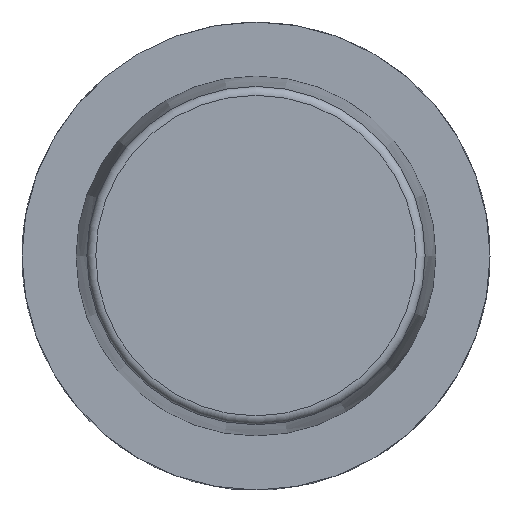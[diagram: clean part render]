
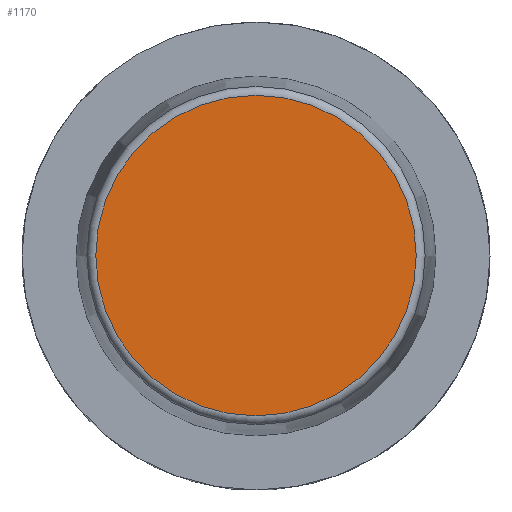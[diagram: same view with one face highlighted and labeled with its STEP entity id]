
A CAD part, top view. The second image highlights one B-rep face of the part: STEP entity #1170.
In plain terms, the highlighted planar face has unit normal (0, 0, 1).
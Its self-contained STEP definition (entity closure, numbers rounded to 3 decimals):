
#551=ORIENTED_EDGE('',*,*,#722,.F.);
#722=EDGE_CURVE('',#836,#836,#890,.T.);
#836=VERTEX_POINT('',#2483);
#890=CIRCLE('',#1297,21.573);
#971=EDGE_LOOP('',(#551));
#1061=FACE_BOUND('',#971,.T.);
#1106=PLANE('',#1298);
#1170=ADVANCED_FACE('',(#1061),#1106,.T.);
#1297=AXIS2_PLACEMENT_3D('',#2482,#1602,#1603);
#1298=AXIS2_PLACEMENT_3D('',#2484,#1604,#1605);
#1602=DIRECTION('',(0.,0.,-1.));
#1603=DIRECTION('',(-1.,0.,0.));
#1604=DIRECTION('',(0.,0.,1.));
#1605=DIRECTION('',(1.,0.,0.));
#2482=CARTESIAN_POINT('',(0.,0.,32.));
#2483=CARTESIAN_POINT('',(-21.573,0.,32.));
#2484=CARTESIAN_POINT('',(0.,0.,32.));
